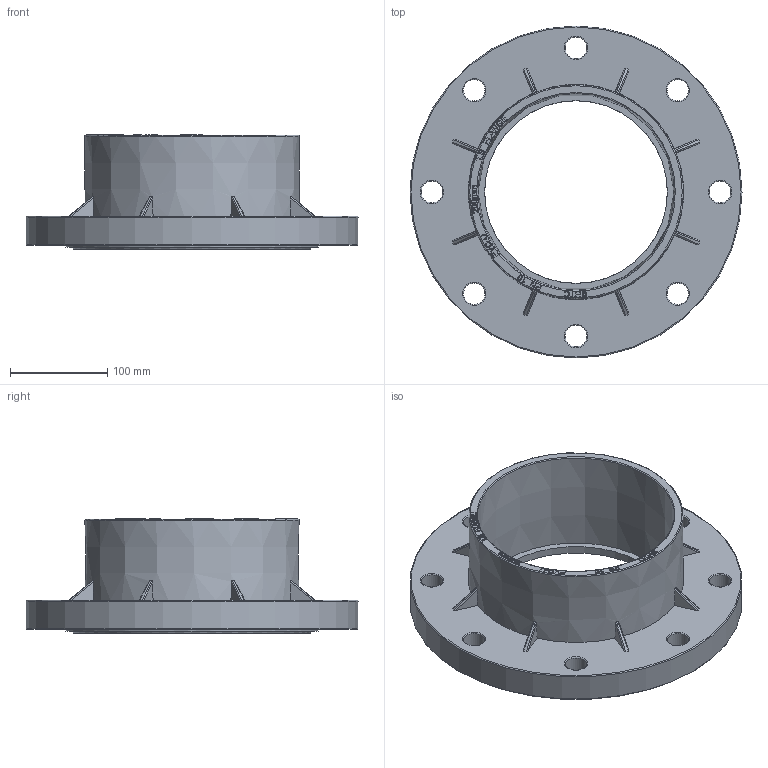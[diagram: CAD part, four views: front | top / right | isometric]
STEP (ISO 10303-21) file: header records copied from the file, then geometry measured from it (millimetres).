
FILE_DESCRIPTION(/* description */ (''),/* implementation_level */ '2;1');
FILE_NAME(/* name */ '200法兰.stp',/* time_stamp */ '2024-08-27T08:32:49+08:00',/* author */ (''),/* organization */ (''),/* preprocessor_version */ 'ST-DEVELOPER v16',/* originating_system */ 'SIEMENS PLM Software NX 10.0',/* authorisation */ '');
FILE_SCHEMA (('AUTOMOTIVE_DESIGN { 1 0 10303 214 3 1 1 1 }'));
Length unit declared in the file: millimetre
Products named in the file (1): gelv12E84AC2uo42
Bounding box: 341.68 x 341.68 x 118.06 mm (x, y, z)
Volume: 1943939 mm3; surface area: 343467.5 mm2
Topology: 1 solids, 1 shells, 547 faces, 1449 edges, 946 vertices
Faces by surface type: plane 218, extrusion 148, bspline 94, torus 44, cone 29, cylinder 14
Full cylindrical faces by diameter (mm): 2.918 x1, 4.085 x1, 22.11 x8
Entity records: 23122 total; most frequent: CARTESIAN_POINT 11006, ORIENTED_EDGE 2790, DIRECTION 1812, EDGE_CURVE 1395, VERTEX_POINT 933, VECTOR 766, B_SPLINE_CURVE_WITH_KNOTS 709, EDGE_LOOP 648
